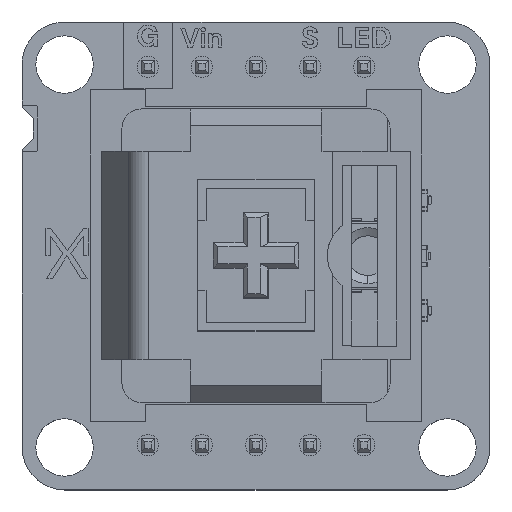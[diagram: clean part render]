
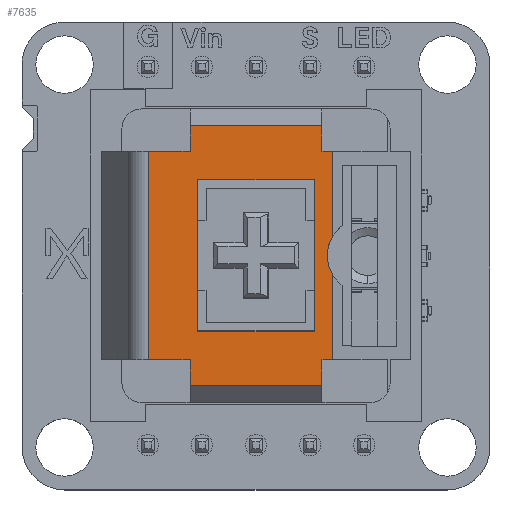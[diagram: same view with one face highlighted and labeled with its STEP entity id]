
A CAD part, top view. The second image highlights one B-rep face of the part: STEP entity #7635.
In plain terms, the highlighted planar face has unit normal (0, 0, 1).
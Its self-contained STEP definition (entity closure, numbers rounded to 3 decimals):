
#7563 = VERTEX_POINT('',#7564);
#7564 = CARTESIAN_POINT('',(-6.1,-3.1,11.1));
#7570 = EDGE_CURVE('',#7563,#7571,#7573,.T.);
#7571 = VERTEX_POINT('',#7572);
#7572 = CARTESIAN_POINT('',(-6.1,3.1,11.1));
#7573 = LINE('',#7574,#7575);
#7574 = CARTESIAN_POINT('',(-6.1,2.7,11.1));
#7575 = VECTOR('',#7576,1.);
#7576 = DIRECTION('',(0.,1.,0.));
#7601 = EDGE_CURVE('',#7602,#7571,#7604,.T.);
#7602 = VERTEX_POINT('',#7603);
#7603 = CARTESIAN_POINT('',(-4.9,3.1,11.1));
#7604 = LINE('',#7605,#7606);
#7605 = CARTESIAN_POINT('',(-2.45,3.1,11.1));
#7606 = VECTOR('',#7607,1.);
#7607 = DIRECTION('',(-1.,0.,0.));
#7635 = ADVANCED_FACE('',(#7636,#7735),#7769,.T.);
#7636 = FACE_BOUND('',#7637,.T.);
#7637 = EDGE_LOOP('',(#7638,#7639,#7647,#7655,#7663,#7672,#7680,#7688,
    #7696,#7704,#7712,#7720,#7728,#7734));
#7638 = ORIENTED_EDGE('',*,*,#7570,.F.);
#7639 = ORIENTED_EDGE('',*,*,#7640,.T.);
#7640 = EDGE_CURVE('',#7563,#7641,#7643,.T.);
#7641 = VERTEX_POINT('',#7642);
#7642 = CARTESIAN_POINT('',(-4.9,-3.1,11.1));
#7643 = LINE('',#7644,#7645);
#7644 = CARTESIAN_POINT('',(-3.45,-3.1,11.1));
#7645 = VECTOR('',#7646,1.);
#7646 = DIRECTION('',(1.,0.,0.));
#7647 = ORIENTED_EDGE('',*,*,#7648,.T.);
#7648 = EDGE_CURVE('',#7641,#7649,#7651,.T.);
#7649 = VERTEX_POINT('',#7650);
#7650 = CARTESIAN_POINT('',(-4.9,-3.6,11.1));
#7651 = LINE('',#7652,#7653);
#7652 = CARTESIAN_POINT('',(-4.9,-1.55,11.1));
#7653 = VECTOR('',#7654,1.);
#7654 = DIRECTION('',(0.,-1.,0.));
#7655 = ORIENTED_EDGE('',*,*,#7656,.T.);
#7656 = EDGE_CURVE('',#7649,#7657,#7659,.T.);
#7657 = VERTEX_POINT('',#7658);
#7658 = CARTESIAN_POINT('',(-0.901,-3.6,11.1));
#7659 = LINE('',#7660,#7661);
#7660 = CARTESIAN_POINT('',(3.9,-3.6,11.1));
#7661 = VECTOR('',#7662,1.);
#7662 = DIRECTION('',(1.,0.,0.));
#7663 = ORIENTED_EDGE('',*,*,#7664,.T.);
#7664 = EDGE_CURVE('',#7657,#7665,#7667,.T.);
#7665 = VERTEX_POINT('',#7666);
#7666 = CARTESIAN_POINT('',(0.901,-3.6,11.1));
#7667 = CIRCLE('',#7668,1.75);
#7668 = AXIS2_PLACEMENT_3D('',#7669,#7670,#7671);
#7669 = CARTESIAN_POINT('',(0.,-5.1,11.1));
#7670 = DIRECTION('',(0.,0.,-1.));
#7671 = DIRECTION('',(0.8,0.6,0.));
#7672 = ORIENTED_EDGE('',*,*,#7673,.T.);
#7673 = EDGE_CURVE('',#7665,#7674,#7676,.T.);
#7674 = VERTEX_POINT('',#7675);
#7675 = CARTESIAN_POINT('',(4.9,-3.6,11.1));
#7676 = LINE('',#7677,#7678);
#7677 = CARTESIAN_POINT('',(3.9,-3.6,11.1));
#7678 = VECTOR('',#7679,1.);
#7679 = DIRECTION('',(1.,0.,0.));
#7680 = ORIENTED_EDGE('',*,*,#7681,.T.);
#7681 = EDGE_CURVE('',#7674,#7682,#7684,.T.);
#7682 = VERTEX_POINT('',#7683);
#7683 = CARTESIAN_POINT('',(4.9,-3.1,11.1));
#7684 = LINE('',#7685,#7686);
#7685 = CARTESIAN_POINT('',(4.9,-7.25,11.1));
#7686 = VECTOR('',#7687,1.);
#7687 = DIRECTION('',(0.,1.,0.));
#7688 = ORIENTED_EDGE('',*,*,#7689,.T.);
#7689 = EDGE_CURVE('',#7682,#7690,#7692,.T.);
#7690 = VERTEX_POINT('',#7691);
#7691 = CARTESIAN_POINT('',(6.1,-3.1,11.1));
#7692 = LINE('',#7693,#7694);
#7693 = CARTESIAN_POINT('',(2.45,-3.1,11.1));
#7694 = VECTOR('',#7695,1.);
#7695 = DIRECTION('',(1.,0.,0.));
#7696 = ORIENTED_EDGE('',*,*,#7697,.F.);
#7697 = EDGE_CURVE('',#7698,#7690,#7700,.T.);
#7698 = VERTEX_POINT('',#7699);
#7699 = CARTESIAN_POINT('',(6.1,3.1,11.1));
#7700 = LINE('',#7701,#7702);
#7701 = CARTESIAN_POINT('',(6.1,-2.7,11.1));
#7702 = VECTOR('',#7703,1.);
#7703 = DIRECTION('',(0.,-1.,0.));
#7704 = ORIENTED_EDGE('',*,*,#7705,.T.);
#7705 = EDGE_CURVE('',#7698,#7706,#7708,.T.);
#7706 = VERTEX_POINT('',#7707);
#7707 = CARTESIAN_POINT('',(4.9,3.1,11.1));
#7708 = LINE('',#7709,#7710);
#7709 = CARTESIAN_POINT('',(3.45,3.1,11.1));
#7710 = VECTOR('',#7711,1.);
#7711 = DIRECTION('',(-1.,0.,0.));
#7712 = ORIENTED_EDGE('',*,*,#7713,.T.);
#7713 = EDGE_CURVE('',#7706,#7714,#7716,.T.);
#7714 = VERTEX_POINT('',#7715);
#7715 = CARTESIAN_POINT('',(4.9,5.045,11.1));
#7716 = LINE('',#7717,#7718);
#7717 = CARTESIAN_POINT('',(4.9,1.55,11.1));
#7718 = VECTOR('',#7719,1.);
#7719 = DIRECTION('',(0.,1.,0.));
#7720 = ORIENTED_EDGE('',*,*,#7721,.F.);
#7721 = EDGE_CURVE('',#7722,#7714,#7724,.T.);
#7722 = VERTEX_POINT('',#7723);
#7723 = CARTESIAN_POINT('',(-4.9,5.045,11.1));
#7724 = LINE('',#7725,#7726);
#7725 = CARTESIAN_POINT('',(3.9,5.045,11.1));
#7726 = VECTOR('',#7727,1.);
#7727 = DIRECTION('',(1.,0.,0.));
#7728 = ORIENTED_EDGE('',*,*,#7729,.T.);
#7729 = EDGE_CURVE('',#7722,#7602,#7730,.T.);
#7730 = LINE('',#7731,#7732);
#7731 = CARTESIAN_POINT('',(-4.9,7.25,11.1));
#7732 = VECTOR('',#7733,1.);
#7733 = DIRECTION('',(0.,-1.,0.));
#7734 = ORIENTED_EDGE('',*,*,#7601,.T.);
#7735 = FACE_BOUND('',#7736,.T.);
#7736 = EDGE_LOOP('',(#7737,#7747,#7755,#7763));
#7737 = ORIENTED_EDGE('',*,*,#7738,.T.);
#7738 = EDGE_CURVE('',#7739,#7741,#7743,.T.);
#7739 = VERTEX_POINT('',#7740);
#7740 = CARTESIAN_POINT('',(3.55,2.75,11.1));
#7741 = VERTEX_POINT('',#7742);
#7742 = CARTESIAN_POINT('',(3.55,-2.75,11.1));
#7743 = LINE('',#7744,#7745);
#7744 = CARTESIAN_POINT('',(3.55,1.375,11.1));
#7745 = VECTOR('',#7746,1.);
#7746 = DIRECTION('',(0.,-1.,0.));
#7747 = ORIENTED_EDGE('',*,*,#7748,.T.);
#7748 = EDGE_CURVE('',#7741,#7749,#7751,.T.);
#7749 = VERTEX_POINT('',#7750);
#7750 = CARTESIAN_POINT('',(-3.55,-2.75,11.1));
#7751 = LINE('',#7752,#7753);
#7752 = CARTESIAN_POINT('',(1.775,-2.75,11.1));
#7753 = VECTOR('',#7754,1.);
#7754 = DIRECTION('',(-1.,0.,0.));
#7755 = ORIENTED_EDGE('',*,*,#7756,.T.);
#7756 = EDGE_CURVE('',#7749,#7757,#7759,.T.);
#7757 = VERTEX_POINT('',#7758);
#7758 = CARTESIAN_POINT('',(-3.55,2.75,11.1));
#7759 = LINE('',#7760,#7761);
#7760 = CARTESIAN_POINT('',(-3.55,-1.375,11.1));
#7761 = VECTOR('',#7762,1.);
#7762 = DIRECTION('',(0.,1.,0.));
#7763 = ORIENTED_EDGE('',*,*,#7764,.T.);
#7764 = EDGE_CURVE('',#7757,#7739,#7765,.T.);
#7765 = LINE('',#7766,#7767);
#7766 = CARTESIAN_POINT('',(-1.775,2.75,11.1));
#7767 = VECTOR('',#7768,1.);
#7768 = DIRECTION('',(1.,0.,0.));
#7769 = PLANE('',#7770);
#7770 = AXIS2_PLACEMENT_3D('',#7771,#7772,#7773);
#7771 = CARTESIAN_POINT('',(0.,0.,11.1
    ));
#7772 = DIRECTION('',(0.,0.,1.));
#7773 = DIRECTION('',(1.,0.,-0.));
